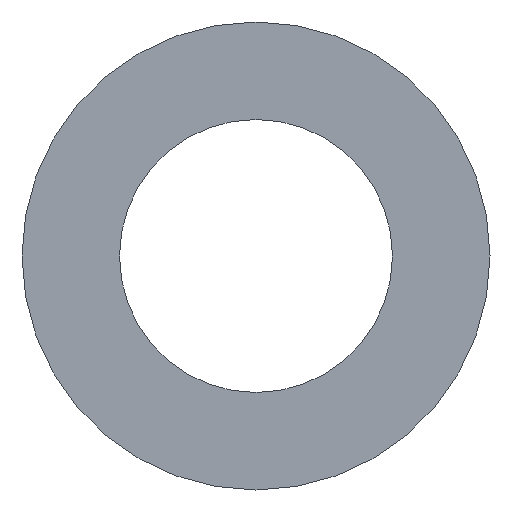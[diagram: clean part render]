
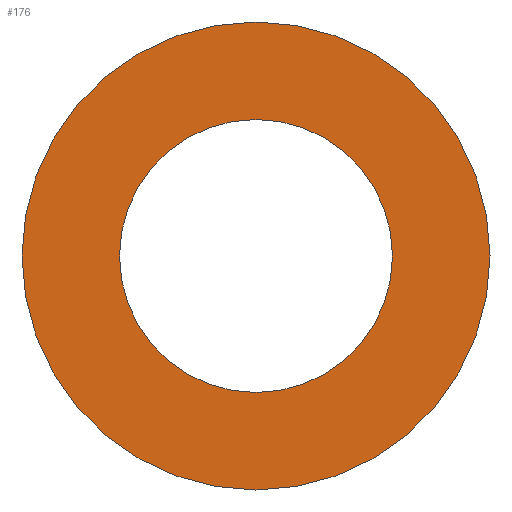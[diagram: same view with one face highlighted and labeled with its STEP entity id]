
A CAD part, left-side view. The second image highlights one B-rep face of the part: STEP entity #176.
In plain terms, the highlighted planar face has unit normal (-1, 0, 0).
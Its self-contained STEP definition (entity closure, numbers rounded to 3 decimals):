
#6 = ORIENTED_EDGE ( 'NONE', *, *, #139, .T. ) ;
#11 = VERTEX_POINT ( 'NONE', #202 ) ;
#12 = ORIENTED_EDGE ( 'NONE', *, *, #31, .F. ) ;
#22 = ORIENTED_EDGE ( 'NONE', *, *, #212, .T. ) ;
#24 = VERTEX_POINT ( 'NONE', #56 ) ;
#25 = PLANE ( 'NONE',  #95 ) ;
#31 = EDGE_CURVE ( 'NONE', #11, #43, #111, .T. ) ;
#36 = AXIS2_PLACEMENT_3D ( 'NONE', #120, #100, #211 ) ;
#43 = VERTEX_POINT ( 'NONE', #161 ) ;
#44 = CARTESIAN_POINT ( 'NONE',  ( 0., 0., 0. ) ) ;
#45 = CARTESIAN_POINT ( 'NONE',  ( 0., 0., 0. ) ) ;
#47 = CIRCLE ( 'NONE', #121, 9. ) ;
#56 = CARTESIAN_POINT ( 'NONE',  ( 0., 0., 5.25 ) ) ;
#63 = AXIS2_PLACEMENT_3D ( 'NONE', #191, #162, #89 ) ;
#74 = DIRECTION ( 'NONE',  ( 0., 0., -1. ) ) ;
#78 = VERTEX_POINT ( 'NONE', #142 ) ;
#79 = DIRECTION ( 'NONE',  ( 1., 0., 0. ) ) ;
#85 = EDGE_CURVE ( 'NONE', #43, #11, #47, .T. ) ;
#86 = AXIS2_PLACEMENT_3D ( 'NONE', #44, #183, #213 ) ;
#89 = DIRECTION ( 'NONE',  ( 0., 0., -1. ) ) ;
#90 = DIRECTION ( 'NONE',  ( 1., 0., 0. ) ) ;
#95 = AXIS2_PLACEMENT_3D ( 'NONE', #45, #79, #181 ) ;
#100 = DIRECTION ( 'NONE',  ( 1., 0., 0. ) ) ;
#111 = CIRCLE ( 'NONE', #63, 9. ) ;
#120 = CARTESIAN_POINT ( 'NONE',  ( 0., 0., 0. ) ) ;
#121 = AXIS2_PLACEMENT_3D ( 'NONE', #193, #90, #74 ) ;
#139 = EDGE_CURVE ( 'NONE', #78, #24, #143, .T. ) ;
#142 = CARTESIAN_POINT ( 'NONE',  ( 0., 0., -5.25 ) ) ;
#143 = CIRCLE ( 'NONE', #86, 5.25 ) ;
#160 = CIRCLE ( 'NONE', #36, 5.25 ) ;
#161 = CARTESIAN_POINT ( 'NONE',  ( 0., 0., -9. ) ) ;
#162 = DIRECTION ( 'NONE',  ( 1., 0., 0. ) ) ;
#168 = ORIENTED_EDGE ( 'NONE', *, *, #85, .F. ) ;
#176 = ADVANCED_FACE ( 'NONE', ( #196, #199 ), #25, .F. ) ;
#181 = DIRECTION ( 'NONE',  ( 0., 0., -1. ) ) ;
#183 = DIRECTION ( 'NONE',  ( 1., 0., 0. ) ) ;
#184 = EDGE_LOOP ( 'NONE', ( #12, #168 ) ) ;
#191 = CARTESIAN_POINT ( 'NONE',  ( 0., 0., 0. ) ) ;
#193 = CARTESIAN_POINT ( 'NONE',  ( 0., 0., 0. ) ) ;
#196 = FACE_OUTER_BOUND ( 'NONE', #184, .T. ) ;
#198 = EDGE_LOOP ( 'NONE', ( #22, #6 ) ) ;
#199 = FACE_BOUND ( 'NONE', #198, .T. ) ;
#202 = CARTESIAN_POINT ( 'NONE',  ( 0., 0., 9. ) ) ;
#211 = DIRECTION ( 'NONE',  ( 0., 0., -1. ) ) ;
#212 = EDGE_CURVE ( 'NONE', #24, #78, #160, .T. ) ;
#213 = DIRECTION ( 'NONE',  ( 0., 0., -1. ) ) ;
